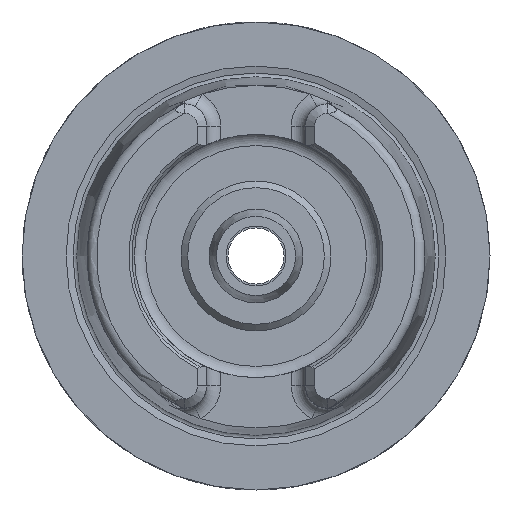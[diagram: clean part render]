
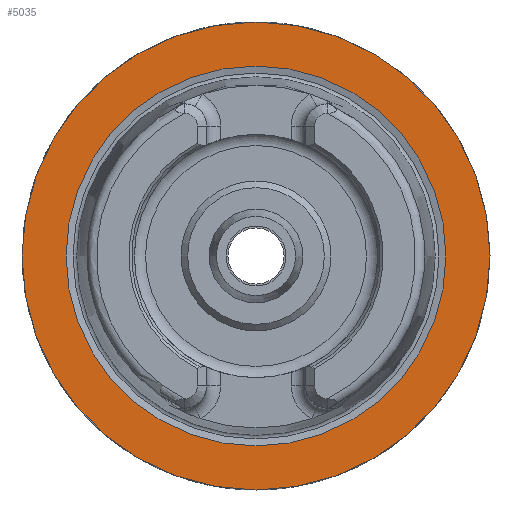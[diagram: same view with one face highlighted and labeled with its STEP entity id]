
A CAD part, left-side view. The second image highlights one B-rep face of the part: STEP entity #5035.
In plain terms, the highlighted planar face has unit normal (-1, 0, 0).
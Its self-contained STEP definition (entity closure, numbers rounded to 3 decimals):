
#4547=CARTESIAN_POINT('',(0.0,25.,0.0));
#4548=VERTEX_POINT('',#4547);
#4549=CARTESIAN_POINT('',(0.0,0.0,0.0));
#4550=DIRECTION('',(1.0,0.0,0.0));
#4551=DIRECTION('',(0.0,1.0,0.0));
#4552=AXIS2_PLACEMENT_3D('',#4549,#4550,#4551);
#4553=CIRCLE('',#4552,25.);
#4554=EDGE_CURVE('',#4548,#4548,#4553,.T.);
#5009=CARTESIAN_POINT('',(0.0,20.296,0.0));
#5010=VERTEX_POINT('',#5009);
#5011=CARTESIAN_POINT('',(0.0,0.0,0.0));
#5012=DIRECTION('',(1.0,0.0,0.0));
#5013=DIRECTION('',(0.0,1.0,0.0));
#5014=AXIS2_PLACEMENT_3D('',#5011,#5012,#5013);
#5015=CIRCLE('',#5014,20.296);
#5016=EDGE_CURVE('',#5010,#5010,#5015,.T.);
#5024=CARTESIAN_POINT('',(0.0,22.648,0.0));
#5025=DIRECTION('',(-1.0,0.0,0.0));
#5026=DIRECTION('',(0.0,0.0,1.0));
#5027=AXIS2_PLACEMENT_3D('',#5024,#5025,#5026);
#5028=PLANE('',#5027);
#5029=ORIENTED_EDGE('',*,*,#4554,.F.);
#5030=EDGE_LOOP('',(#5029));
#5031=FACE_OUTER_BOUND('',#5030,.T.);
#5032=ORIENTED_EDGE('',*,*,#5016,.T.);
#5033=EDGE_LOOP('',(#5032));
#5034=FACE_BOUND('',#5033,.T.);
#5035=ADVANCED_FACE('',(#5031,#5034),#5028,.T.);
